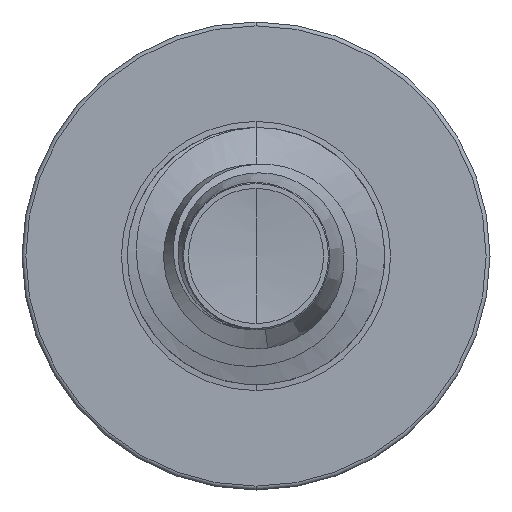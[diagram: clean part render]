
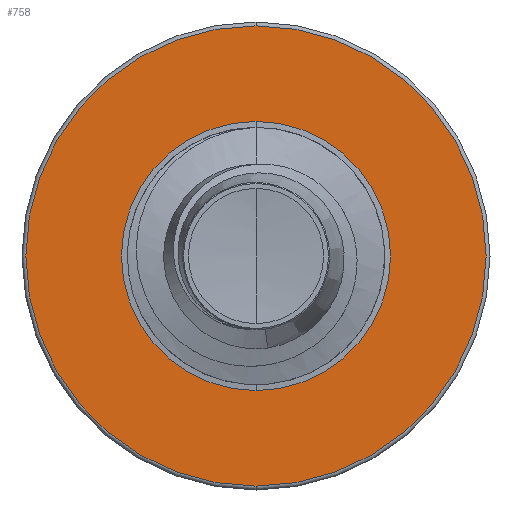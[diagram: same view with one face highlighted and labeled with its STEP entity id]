
A CAD part, front view. The second image highlights one B-rep face of the part: STEP entity #758.
In plain terms, the highlighted planar face has unit normal (0, -1, 0).
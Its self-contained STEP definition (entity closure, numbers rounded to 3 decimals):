
#758 = ADVANCED_FACE ( 'NONE', ( #4234, #7111 ), #8642, .F. ) ;
#855 = AXIS2_PLACEMENT_3D ( 'NONE', #10008, #10163, #8231 ) ;
#1462 = ORIENTED_EDGE ( 'NONE', *, *, #6893, .F. ) ;
#1492 = CIRCLE ( 'NONE', #1633, 1.15 ) ;
#1633 = AXIS2_PLACEMENT_3D ( 'NONE', #4785, #4405, #2752 ) ;
#1659 = ORIENTED_EDGE ( 'NONE', *, *, #2208, .F. ) ;
#1797 = CIRCLE ( 'NONE', #6782, 1.967 ) ;
#1958 = CIRCLE ( 'NONE', #8636, 1.15 ) ;
#2208 = EDGE_CURVE ( 'NONE', #6419, #8841, #6284, .T. ) ;
#2449 = AXIS2_PLACEMENT_3D ( 'NONE', #7213, #2923, #6778 ) ;
#2752 = DIRECTION ( 'NONE',  ( 0., 0., 1. ) ) ;
#2923 = DIRECTION ( 'NONE',  ( 0., 1., 0. ) ) ;
#3005 = VERTEX_POINT ( 'NONE', #4735 ) ;
#3302 = EDGE_LOOP ( 'NONE', ( #7192, #8734 ) ) ;
#3737 = VERTEX_POINT ( 'NONE', #7175 ) ;
#4234 = FACE_OUTER_BOUND ( 'NONE', #8061, .T. ) ;
#4405 = DIRECTION ( 'NONE',  ( 0., 1., 0. ) ) ;
#4488 = DIRECTION ( 'NONE',  ( 0., 0., 1. ) ) ;
#4496 = DIRECTION ( 'NONE',  ( 0., 1., 0. ) ) ;
#4499 = CARTESIAN_POINT ( 'NONE',  ( 0., 4., 0. ) ) ;
#4735 = CARTESIAN_POINT ( 'NONE',  ( 0., 4., 1.15 ) ) ;
#4785 = CARTESIAN_POINT ( 'NONE',  ( 0., 4., 0. ) ) ;
#5163 = DIRECTION ( 'NONE',  ( 0., 0., 1. ) ) ;
#5175 = DIRECTION ( 'NONE',  ( 0., 1., 0. ) ) ;
#5189 = CARTESIAN_POINT ( 'NONE',  ( 0., 4., 0. ) ) ;
#5750 = CARTESIAN_POINT ( 'NONE',  ( 0., 4., -1.967 ) ) ;
#6284 = CIRCLE ( 'NONE', #855, 1.967 ) ;
#6419 = VERTEX_POINT ( 'NONE', #8163 ) ;
#6539 = EDGE_CURVE ( 'NONE', #3737, #3005, #1958, .T. ) ;
#6778 = DIRECTION ( 'NONE',  ( 0., 0., 1. ) ) ;
#6782 = AXIS2_PLACEMENT_3D ( 'NONE', #4499, #4496, #4488 ) ;
#6893 = EDGE_CURVE ( 'NONE', #8841, #6419, #1797, .T. ) ;
#7111 = FACE_BOUND ( 'NONE', #3302, .T. ) ;
#7175 = CARTESIAN_POINT ( 'NONE',  ( 0., 4., -1.15 ) ) ;
#7192 = ORIENTED_EDGE ( 'NONE', *, *, #7398, .T. ) ;
#7213 = CARTESIAN_POINT ( 'NONE',  ( 0., 4., -1.15 ) ) ;
#7398 = EDGE_CURVE ( 'NONE', #3005, #3737, #1492, .T. ) ;
#8061 = EDGE_LOOP ( 'NONE', ( #1659, #1462 ) ) ;
#8163 = CARTESIAN_POINT ( 'NONE',  ( 0., 4., 1.967 ) ) ;
#8231 = DIRECTION ( 'NONE',  ( 0., 0., 1. ) ) ;
#8636 = AXIS2_PLACEMENT_3D ( 'NONE', #5189, #5175, #5163 ) ;
#8642 = PLANE ( 'NONE',  #2449 ) ;
#8734 = ORIENTED_EDGE ( 'NONE', *, *, #6539, .T. ) ;
#8841 = VERTEX_POINT ( 'NONE', #5750 ) ;
#10008 = CARTESIAN_POINT ( 'NONE',  ( 0., 4., 0. ) ) ;
#10163 = DIRECTION ( 'NONE',  ( 0., 1., 0. ) ) ;
